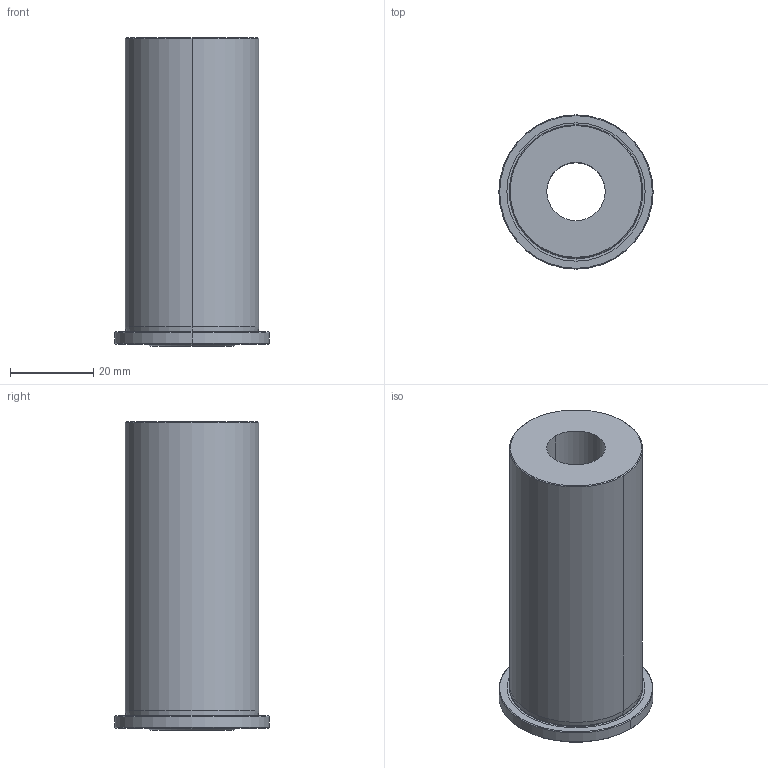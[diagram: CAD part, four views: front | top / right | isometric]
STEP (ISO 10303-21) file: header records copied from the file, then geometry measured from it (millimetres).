
FILE_DESCRIPTION(('no description'),'unknown implementation level');
FILE_NAME('8EEE59F0-C8B8-418C-881E-C5402D106E76_export.stp',' ',('CIMSOURCE GmbH'),('CADClick - KiM GmbH - www.kimweb.de'),'unknown preprocess','ACIS','unknown authorization');
FILE_SCHEMA(('automotive_design'));
Length unit declared in the file: millimetre
Products named in the file (1): NONE
Bounding box: 37 x 37 x 74 mm (x, y, z)
Volume: 48689.6 mm3; surface area: 12513.1 mm2
Topology: 1 solids, 1 shells, 26 faces, 52 edges, 30 vertices
Faces by surface type: cone 10, torus 6, cylinder 6, plane 4
Entity records: 1332 total; most frequent: DIRECTION 148, CARTESIAN_POINT 112, STYLED_ITEM 108, PRESENTATION_STYLE_ASSIGNMENT 108, COLOUR_RGB 108, ORIENTED_EDGE 104, AXIS2_PLACEMENT_3D 66, EDGE_CURVE 52
